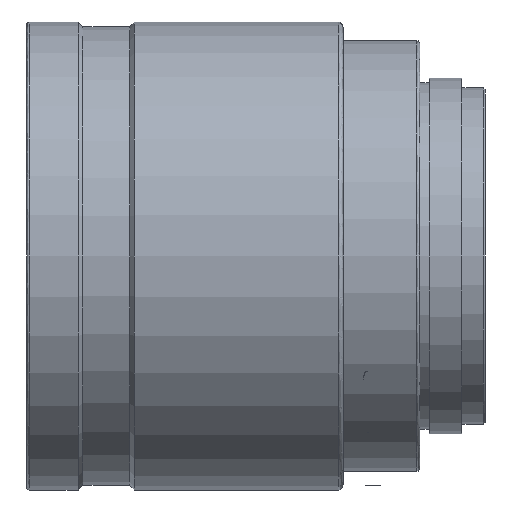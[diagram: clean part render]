
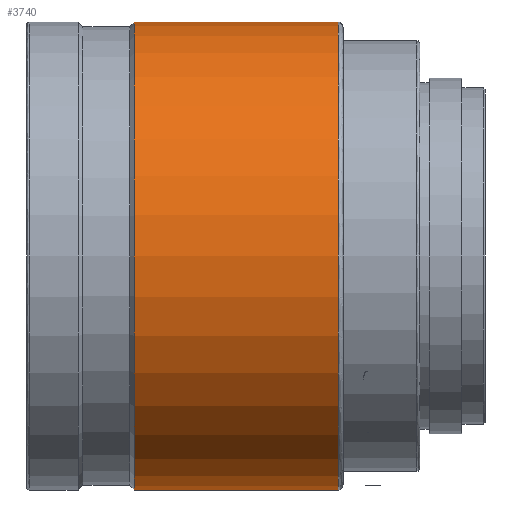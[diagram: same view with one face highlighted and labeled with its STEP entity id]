
A CAD part, front view. The second image highlights one B-rep face of the part: STEP entity #3740.
In plain terms, the highlighted cylindrical face has radius 25 mm (diameter 50 mm), a full revolution.
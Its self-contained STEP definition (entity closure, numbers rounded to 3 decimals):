
#20 = CARTESIAN_POINT ( 'NONE',  ( -9.37, 0., 0. ) ) ;
#259 = CIRCLE ( 'NONE', #799, 25. ) ;
#299 = VERTEX_POINT ( 'NONE', #1900 ) ;
#654 = DIRECTION ( 'NONE',  ( 1., 0., 0. ) ) ;
#720 = CARTESIAN_POINT ( 'NONE',  ( -31.17, 0., -25. ) ) ;
#799 = AXIS2_PLACEMENT_3D ( 'NONE', #20, #2512, #2091 ) ;
#1050 = CARTESIAN_POINT ( 'NONE',  ( -31.17, 0., 0. ) ) ;
#1083 = EDGE_LOOP ( 'NONE', ( #1262 ) ) ;
#1262 = ORIENTED_EDGE ( 'NONE', *, *, #4766, .T. ) ;
#1622 = CYLINDRICAL_SURFACE ( 'NONE', #2151, 25. ) ;
#1900 = CARTESIAN_POINT ( 'NONE',  ( -9.37, 0., -25. ) ) ;
#2037 = FACE_OUTER_BOUND ( 'NONE', #1083, .T. ) ;
#2091 = DIRECTION ( 'NONE',  ( 0., 0., -1. ) ) ;
#2151 = AXIS2_PLACEMENT_3D ( 'NONE', #5201, #4860, #4360 ) ;
#2512 = DIRECTION ( 'NONE',  ( -1., 0., 0. ) ) ;
#2567 = FACE_OUTER_BOUND ( 'NONE', #5216, .T. ) ;
#2713 = ORIENTED_EDGE ( 'NONE', *, *, #4267, .T. ) ;
#3740 = ADVANCED_FACE ( 'NONE', ( #2037, #2567 ), #1622, .T. ) ;
#4124 = CIRCLE ( 'NONE', #4927, 25. ) ;
#4267 = EDGE_CURVE ( 'NONE', #4557, #4557, #4124, .T. ) ;
#4360 = DIRECTION ( 'NONE',  ( 0., 0., -1. ) ) ;
#4557 = VERTEX_POINT ( 'NONE', #720 ) ;
#4766 = EDGE_CURVE ( 'NONE', #299, #299, #259, .T. ) ;
#4860 = DIRECTION ( 'NONE',  ( 1., 0., 0. ) ) ;
#4927 = AXIS2_PLACEMENT_3D ( 'NONE', #1050, #654, #5354 ) ;
#5201 = CARTESIAN_POINT ( 'NONE',  ( 10.479, 0., 0. ) ) ;
#5216 = EDGE_LOOP ( 'NONE', ( #2713 ) ) ;
#5354 = DIRECTION ( 'NONE',  ( 0., 0., -1. ) ) ;
